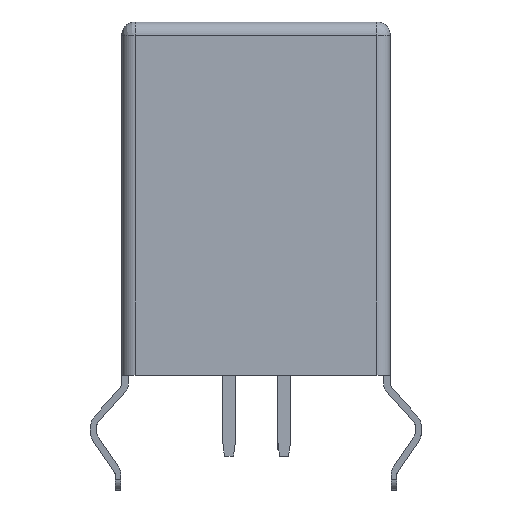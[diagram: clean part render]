
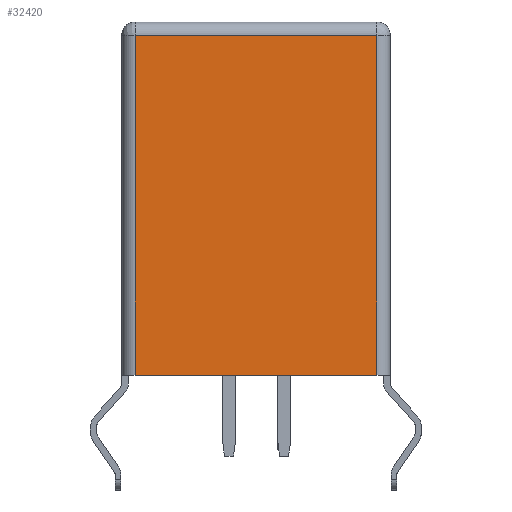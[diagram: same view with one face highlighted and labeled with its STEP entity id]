
A CAD part, front view. The second image highlights one B-rep face of the part: STEP entity #32420.
In plain terms, the highlighted free-form (B-spline) face has degree [1, 1] with [2, 2] control points.
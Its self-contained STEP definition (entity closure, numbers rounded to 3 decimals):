
#32420 = ADVANCED_FACE('',(#32421),#32455,.T.);
#32421 = FACE_BOUND('',#32422,.T.);
#32422 = EDGE_LOOP('',(#32423,#32433,#32441,#32449));
#32423 = ORIENTED_EDGE('',*,*,#32424,.T.);
#32424 = EDGE_CURVE('',#32425,#32427,#32429,.T.);
#32425 = VERTEX_POINT('',#32426);
#32426 = CARTESIAN_POINT('',(5.45,-5.7,15.2));
#32427 = VERTEX_POINT('',#32428);
#32428 = CARTESIAN_POINT('',(-5.5,-5.7,15.2));
#32429 = LINE('',#32430,#32431);
#32430 = CARTESIAN_POINT('',(5.45,-5.7,15.2));
#32431 = VECTOR('',#32432,1.);
#32432 = DIRECTION('',(-1.,0.,0.));
#32433 = ORIENTED_EDGE('',*,*,#32434,.T.);
#32434 = EDGE_CURVE('',#32427,#32435,#32437,.T.);
#32435 = VERTEX_POINT('',#32436);
#32436 = CARTESIAN_POINT('',(-5.5,-5.7,-0.2));
#32437 = LINE('',#32438,#32439);
#32438 = CARTESIAN_POINT('',(-5.5,-5.7,15.2));
#32439 = VECTOR('',#32440,1.);
#32440 = DIRECTION('',(0.,0.,-1.));
#32441 = ORIENTED_EDGE('',*,*,#32442,.T.);
#32442 = EDGE_CURVE('',#32435,#32443,#32445,.T.);
#32443 = VERTEX_POINT('',#32444);
#32444 = CARTESIAN_POINT('',(5.45,-5.7,-0.2));
#32445 = LINE('',#32446,#32447);
#32446 = CARTESIAN_POINT('',(-5.5,-5.7,-0.2));
#32447 = VECTOR('',#32448,1.);
#32448 = DIRECTION('',(1.,0.,0.));
#32449 = ORIENTED_EDGE('',*,*,#32450,.T.);
#32450 = EDGE_CURVE('',#32443,#32425,#32451,.T.);
#32451 = LINE('',#32452,#32453);
#32452 = CARTESIAN_POINT('',(5.45,-5.7,-0.2));
#32453 = VECTOR('',#32454,1.);
#32454 = DIRECTION('',(0.,0.,1.));
#32455 = B_SPLINE_SURFACE_WITH_KNOTS('',1,1,(
    (#32456,#32457)
    ,(#32458,#32459
    )),.UNSPECIFIED.,.F.,.F.,.F.,(2,2),(2,2),(0.381,11.769),(0.292,
    16.308),.PIECEWISE_BEZIER_KNOTS.);
#32456 = CARTESIAN_POINT('',(5.669,-5.7,15.508));
#32457 = CARTESIAN_POINT('',(5.669,-5.7,-0.508));
#32458 = CARTESIAN_POINT('',(-5.719,-5.7,15.508));
#32459 = CARTESIAN_POINT('',(-5.719,-5.7,-0.508));
